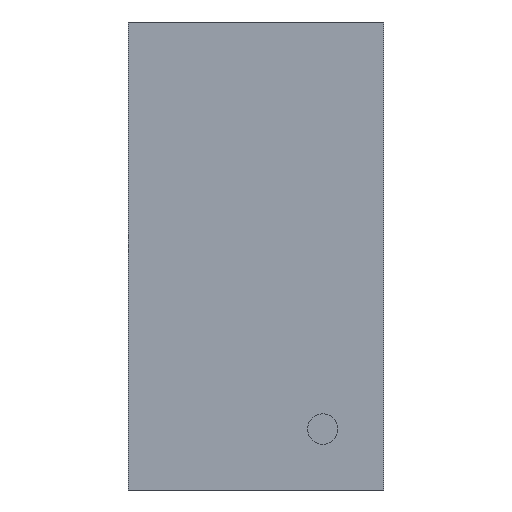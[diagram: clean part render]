
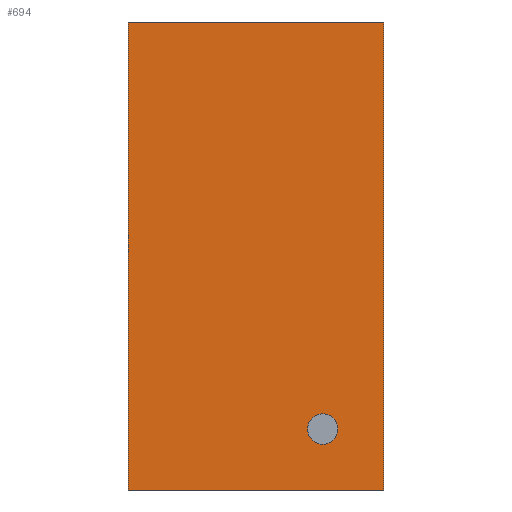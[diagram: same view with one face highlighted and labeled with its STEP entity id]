
A CAD part, front view. The second image highlights one B-rep face of the part: STEP entity #694.
In plain terms, the highlighted planar face has unit normal (0, -1, 0).
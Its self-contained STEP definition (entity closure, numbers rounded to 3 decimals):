
#38=FACE_BOUND('',#226,.T.);
#55=LINE('',#1031,#103);
#56=LINE('',#1033,#104);
#57=LINE('',#1035,#105);
#58=LINE('',#1036,#106);
#103=VECTOR('',#834,0.84);
#104=VECTOR('',#835,1.54);
#105=VECTOR('',#836,0.84);
#106=VECTOR('',#837,1.54);
#178=FACE_OUTER_BOUND('',#225,.T.);
#225=EDGE_LOOP('',(#482,#483,#484,#485));
#226=EDGE_LOOP('',(#486));
#278=CIRCLE('',#748,0.05);
#321=VERTEX_POINT('',#1029);
#322=VERTEX_POINT('',#1030);
#323=VERTEX_POINT('',#1032);
#324=VERTEX_POINT('',#1034);
#325=VERTEX_POINT('',#1037);
#388=EDGE_CURVE('',#321,#322,#55,.T.);
#389=EDGE_CURVE('',#322,#323,#56,.T.);
#390=EDGE_CURVE('',#323,#324,#57,.T.);
#391=EDGE_CURVE('',#324,#321,#58,.T.);
#392=EDGE_CURVE('',#325,#325,#278,.T.);
#482=ORIENTED_EDGE('',*,*,#388,.T.);
#483=ORIENTED_EDGE('',*,*,#389,.T.);
#484=ORIENTED_EDGE('',*,*,#390,.T.);
#485=ORIENTED_EDGE('',*,*,#391,.T.);
#486=ORIENTED_EDGE('',*,*,#392,.T.);
#660=PLANE('',#747);
#694=ADVANCED_FACE('',(#178,#38),#660,.F.);
#747=AXIS2_PLACEMENT_3D('',#1028,#832,#833);
#748=AXIS2_PLACEMENT_3D('',#1038,#838,#839);
#832=DIRECTION('center_axis',(0.,1.,0.));
#833=DIRECTION('ref_axis',(0.,0.,1.));
#834=DIRECTION('',(-1.,0.,0.));
#835=DIRECTION('',(0.,0.,-1.));
#836=DIRECTION('',(1.,0.,0.));
#837=DIRECTION('',(0.,0.,1.));
#838=DIRECTION('center_axis',(0.,1.,0.));
#839=DIRECTION('ref_axis',(-1.,0.,0.));
#1028=CARTESIAN_POINT('Origin',(0.,0.,0.));
#1029=CARTESIAN_POINT('',(0.42,0.,0.77));
#1030=CARTESIAN_POINT('',(-0.42,0.,0.77));
#1031=CARTESIAN_POINT('',(0.42,0.,0.77));
#1032=CARTESIAN_POINT('',(-0.42,0.,-0.77));
#1033=CARTESIAN_POINT('',(-0.42,0.,0.77));
#1034=CARTESIAN_POINT('',(0.42,0.,-0.77));
#1035=CARTESIAN_POINT('',(-0.42,0.,-0.77));
#1036=CARTESIAN_POINT('',(0.42,0.,-0.77));
#1037=CARTESIAN_POINT('',(0.27,0.,-0.57));
#1038=CARTESIAN_POINT('Origin',(0.22,0.,-0.57));
